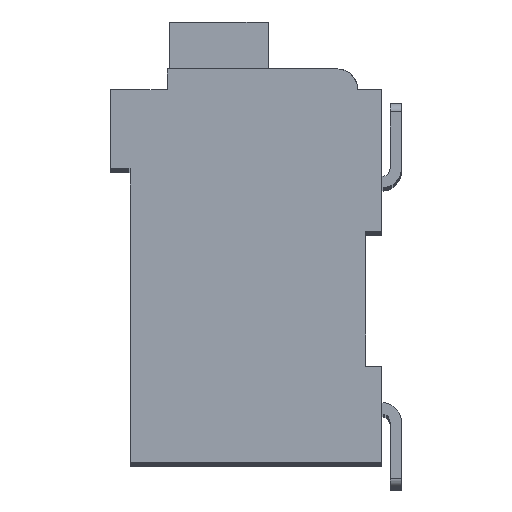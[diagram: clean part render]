
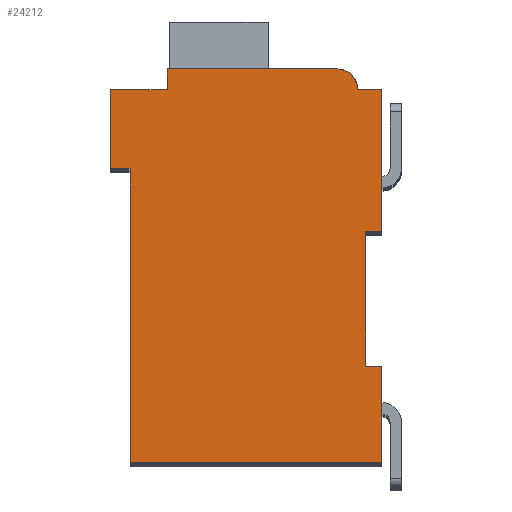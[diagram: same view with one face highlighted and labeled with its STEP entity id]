
A CAD part, top view. The second image highlights one B-rep face of the part: STEP entity #24212.
In plain terms, the highlighted planar face has unit normal (0, 0, 1).
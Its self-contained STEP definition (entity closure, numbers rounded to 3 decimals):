
#2706=DIRECTION('',(1.,0.,0.));
#2707=VECTOR('',#2706,0.5);
#2708=CARTESIAN_POINT('',(7.3,7.15,2.1));
#2709=LINE('',#2708,#2707);
#2710=DIRECTION('',(0.,1.,0.));
#2711=VECTOR('',#2710,4.15);
#2712=CARTESIAN_POINT('',(7.3,3.,2.1));
#2713=LINE('',#2712,#2711);
#2714=DIRECTION('',(-1.,0.,0.));
#2715=VECTOR('',#2714,0.5);
#2716=CARTESIAN_POINT('',(7.8,3.,2.1));
#2717=LINE('',#2716,#2715);
#2718=DIRECTION('',(0.,1.,0.));
#2719=VECTOR('',#2718,3.);
#2720=CARTESIAN_POINT('',(7.8,0.,2.1));
#2721=LINE('',#2720,#2719);
#2722=DIRECTION('',(1.,0.,0.));
#2723=VECTOR('',#2722,7.8);
#2724=CARTESIAN_POINT('',(0.,0.,2.1));
#2725=LINE('',#2724,#2723);
#2726=DIRECTION('',(0.,-1.,0.));
#2727=VECTOR('',#2726,9.1);
#2728=CARTESIAN_POINT('',(0.,9.1,2.1));
#2729=LINE('',#2728,#2727);
#2730=DIRECTION('',(1.,0.,0.));
#2731=VECTOR('',#2730,0.6);
#2732=CARTESIAN_POINT('',(-0.6,9.1,2.1));
#2733=LINE('',#2732,#2731);
#2734=DIRECTION('',(0.,-1.,0.));
#2735=VECTOR('',#2734,2.45);
#2736=CARTESIAN_POINT('',(-0.6,11.55,2.1));
#2737=LINE('',#2736,#2735);
#2738=DIRECTION('',(-1.,0.,0.));
#2739=VECTOR('',#2738,1.75);
#2740=CARTESIAN_POINT('',(1.15,11.55,2.1));
#2741=LINE('',#2740,#2739);
#2742=DIRECTION('',(0.,-1.,0.));
#2743=VECTOR('',#2742,0.65);
#2744=CARTESIAN_POINT('',(1.15,12.2,2.1));
#2745=LINE('',#2744,#2743);
#2746=DIRECTION('',(-1.,0.,0.));
#2747=VECTOR('',#2746,5.25);
#2748=CARTESIAN_POINT('',(6.4,12.2,2.1));
#2749=LINE('',#2748,#2747);
#2750=CARTESIAN_POINT('',(6.4,11.55,2.1));
#2751=DIRECTION('',(0.,0.,1.));
#2752=DIRECTION('',(1.,0.,0.));
#2753=AXIS2_PLACEMENT_3D('',#2750,#2751,#2752);
#2755=DIRECTION('',(-1.,0.,0.));
#2756=VECTOR('',#2755,0.75);
#2757=CARTESIAN_POINT('',(7.8,11.55,2.1));
#2758=LINE('',#2757,#2756);
#2759=DIRECTION('',(0.,1.,0.));
#2760=VECTOR('',#2759,4.4);
#2761=CARTESIAN_POINT('',(7.8,7.15,2.1));
#2762=LINE('',#2761,#2760);
#16843=CARTESIAN_POINT('',(7.3,7.15,2.1));
#16844=CARTESIAN_POINT('',(7.8,7.15,2.1));
#16845=VERTEX_POINT('',#16843);
#16846=VERTEX_POINT('',#16844);
#16847=CARTESIAN_POINT('',(7.8,11.55,2.1));
#16848=VERTEX_POINT('',#16847);
#16849=CARTESIAN_POINT('',(7.05,11.55,2.1));
#16850=VERTEX_POINT('',#16849);
#16851=CARTESIAN_POINT('',(6.4,12.2,2.1));
#16852=VERTEX_POINT('',#16851);
#16853=CARTESIAN_POINT('',(1.15,12.2,2.1));
#16854=VERTEX_POINT('',#16853);
#16855=CARTESIAN_POINT('',(1.15,11.55,2.1));
#16856=VERTEX_POINT('',#16855);
#16857=CARTESIAN_POINT('',(-0.6,11.55,2.1));
#16858=VERTEX_POINT('',#16857);
#16859=CARTESIAN_POINT('',(-0.6,9.1,2.1));
#16860=VERTEX_POINT('',#16859);
#16861=CARTESIAN_POINT('',(0.,9.1,2.1));
#16862=VERTEX_POINT('',#16861);
#16863=CARTESIAN_POINT('',(0.,0.,2.1));
#16864=VERTEX_POINT('',#16863);
#16865=CARTESIAN_POINT('',(7.8,0.,2.1));
#16866=VERTEX_POINT('',#16865);
#16867=CARTESIAN_POINT('',(7.8,3.,2.1));
#16868=VERTEX_POINT('',#16867);
#16869=CARTESIAN_POINT('',(7.3,3.,2.1));
#16870=VERTEX_POINT('',#16869);
#24182=CARTESIAN_POINT('',(0.,0.,2.1));
#24183=DIRECTION('',(0.,0.,1.));
#24184=DIRECTION('',(1.,0.,0.));
#24185=AXIS2_PLACEMENT_3D('',#24182,#24183,#24184);
#24186=PLANE('',#24185);
#24187=ORIENTED_EDGE('',*,*,#22100,.F.);
#24188=ORIENTED_EDGE('',*,*,#22937,.F.);
#24190=ORIENTED_EDGE('',*,*,#24189,.F.);
#24192=ORIENTED_EDGE('',*,*,#24191,.F.);
#24193=ORIENTED_EDGE('',*,*,#23761,.F.);
#24194=ORIENTED_EDGE('',*,*,#23606,.F.);
#24196=ORIENTED_EDGE('',*,*,#24195,.F.);
#24198=ORIENTED_EDGE('',*,*,#24197,.F.);
#24200=ORIENTED_EDGE('',*,*,#24199,.F.);
#24202=ORIENTED_EDGE('',*,*,#24201,.F.);
#24204=ORIENTED_EDGE('',*,*,#24203,.F.);
#24206=ORIENTED_EDGE('',*,*,#24205,.F.);
#24208=ORIENTED_EDGE('',*,*,#24207,.F.);
#24209=ORIENTED_EDGE('',*,*,#22553,.F.);
#24210=EDGE_LOOP('',(#24187,#24188,#24190,#24192,#24193,#24194,#24196,#24198,
#24200,#24202,#24204,#24206,#24208,#24209));
#24211=FACE_OUTER_BOUND('',#24210,.F.);
#2754=CIRCLE('',#2753,0.65);
#22100=EDGE_CURVE('',#16845,#16846,#2709,.T.);
#22553=EDGE_CURVE('',#16846,#16848,#2762,.T.);
#22937=EDGE_CURVE('',#16870,#16845,#2713,.T.);
#23606=EDGE_CURVE('',#16862,#16864,#2729,.T.);
#23761=EDGE_CURVE('',#16864,#16866,#2725,.T.);
#24189=EDGE_CURVE('',#16868,#16870,#2717,.T.);
#24191=EDGE_CURVE('',#16866,#16868,#2721,.T.);
#24195=EDGE_CURVE('',#16860,#16862,#2733,.T.);
#24197=EDGE_CURVE('',#16858,#16860,#2737,.T.);
#24199=EDGE_CURVE('',#16856,#16858,#2741,.T.);
#24201=EDGE_CURVE('',#16854,#16856,#2745,.T.);
#24203=EDGE_CURVE('',#16852,#16854,#2749,.T.);
#24205=EDGE_CURVE('',#16850,#16852,#2754,.T.);
#24207=EDGE_CURVE('',#16848,#16850,#2758,.T.);
#24212=ADVANCED_FACE('',(#24211),#24186,.T.);
